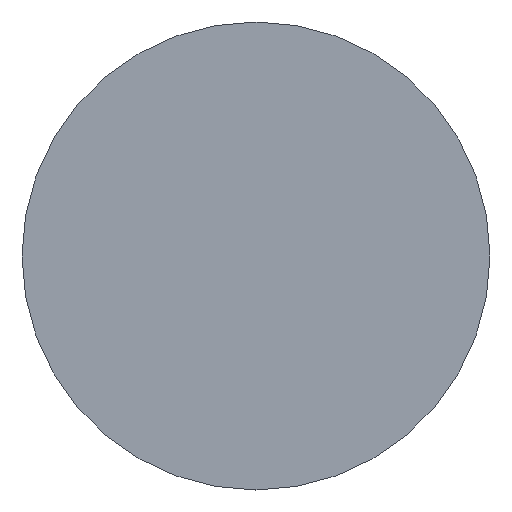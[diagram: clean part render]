
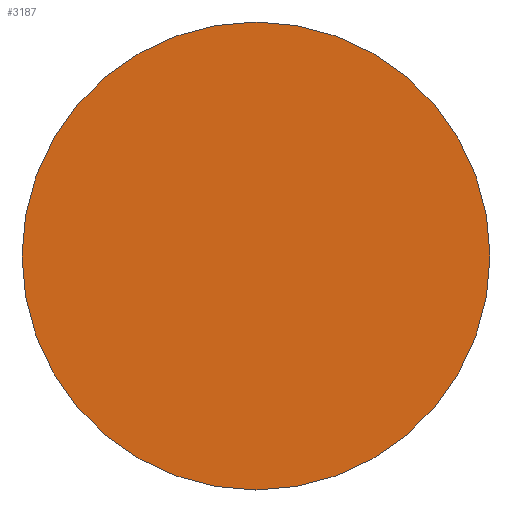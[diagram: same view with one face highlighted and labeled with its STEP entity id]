
A CAD part, left-side view. The second image highlights one B-rep face of the part: STEP entity #3187.
In plain terms, the highlighted planar face has unit normal (-1, 0, 0).
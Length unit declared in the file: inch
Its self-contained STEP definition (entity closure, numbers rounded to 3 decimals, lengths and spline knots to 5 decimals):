
#65 = CIRCLE ( 'NONE', #2631, 1. ) ;
#154 = FACE_OUTER_BOUND ( 'NONE', #1039, .T. ) ;
#237 = CIRCLE ( 'NONE', #679, 1. ) ;
#679 = AXIS2_PLACEMENT_3D ( 'NONE', #2834, #2321, #934 ) ;
#719 = EDGE_CURVE ( 'NONE', #3031, #2815, #65, .T. ) ;
#934 = DIRECTION ( 'NONE',  ( 0., 0., 1. ) ) ;
#949 = CARTESIAN_POINT ( 'NONE',  ( 0., 0., 0. ) ) ;
#1039 = EDGE_LOOP ( 'NONE', ( #1736, #1687 ) ) ;
#1170 = PLANE ( 'NONE',  #1604 ) ;
#1604 = AXIS2_PLACEMENT_3D ( 'NONE', #2521, #2052, #2818 ) ;
#1687 = ORIENTED_EDGE ( 'NONE', *, *, #3146, .T. ) ;
#1736 = ORIENTED_EDGE ( 'NONE', *, *, #719, .T. ) ;
#1980 = CARTESIAN_POINT ( 'NONE',  ( 0., 0., -1. ) ) ;
#2052 = DIRECTION ( 'NONE',  ( 1., 0., 0. ) ) ;
#2128 = DIRECTION ( 'NONE',  ( -1., 0., 0. ) ) ;
#2321 = DIRECTION ( 'NONE',  ( -1., 0., 0. ) ) ;
#2521 = CARTESIAN_POINT ( 'NONE',  ( 0., 1., 0. ) ) ;
#2631 = AXIS2_PLACEMENT_3D ( 'NONE', #949, #2128, #3451 ) ;
#2815 = VERTEX_POINT ( 'NONE', #1980 ) ;
#2818 = DIRECTION ( 'NONE',  ( 0., 0., -1. ) ) ;
#2834 = CARTESIAN_POINT ( 'NONE',  ( 0., 0., 0. ) ) ;
#2980 = CARTESIAN_POINT ( 'NONE',  ( 0., 0., 1. ) ) ;
#3031 = VERTEX_POINT ( 'NONE', #2980 ) ;
#3146 = EDGE_CURVE ( 'NONE', #2815, #3031, #237, .T. ) ;
#3187 = ADVANCED_FACE ( 'NONE', ( #154 ), #1170, .F. ) ;
#3451 = DIRECTION ( 'NONE',  ( 0., 0., 1. ) ) ;
